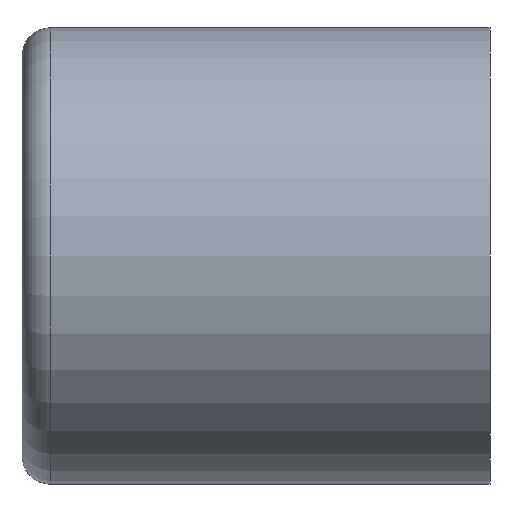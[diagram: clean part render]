
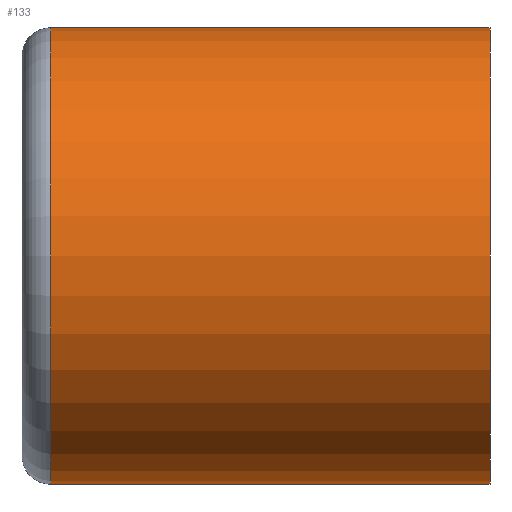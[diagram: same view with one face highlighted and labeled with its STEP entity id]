
A CAD part, left-side view. The second image highlights one B-rep face of the part: STEP entity #133.
In plain terms, the highlighted cylindrical face has radius 4.064 mm (diameter 8.128 mm), a partial arc.
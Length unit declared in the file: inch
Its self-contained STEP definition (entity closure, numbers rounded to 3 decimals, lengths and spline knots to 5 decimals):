
#31 = EDGE_CURVE ( 'NONE', #92, #107, #125, .T. ) ;
#70 = DIRECTION ( 'NONE',  ( 0., -1., 0. ) ) ;
#71 = VECTOR ( 'NONE', #70, 39.37008 ) ;
#72 = CARTESIAN_POINT ( 'NONE',  ( 0., 0.164, -0.16 ) ) ;
#92 = VERTEX_POINT ( 'NONE', #225 ) ;
#93 = VERTEX_POINT ( 'NONE', #224 ) ;
#105 = EDGE_CURVE ( 'NONE', #93, #106, #200, .T. ) ;
#106 = VERTEX_POINT ( 'NONE', #196 ) ;
#107 = VERTEX_POINT ( 'NONE', #267 ) ;
#108 = ORIENTED_EDGE ( 'NONE', *, *, #105, .F. ) ;
#109 = ORIENTED_EDGE ( 'NONE', *, *, #110, .T. ) ;
#110 = EDGE_CURVE ( 'NONE', #93, #92, #266, .T. ) ;
#125 = LINE ( 'NONE', #72, #71 ) ;
#131 = ORIENTED_EDGE ( 'NONE', *, *, #31, .T. ) ;
#133 = ADVANCED_FACE ( 'NONE', ( #261 ), #260, .T. ) ;
#136 = ORIENTED_EDGE ( 'NONE', *, *, #142, .T. ) ;
#139 = EDGE_LOOP ( 'NONE', ( #108, #109, #131, #136 ) ) ;
#142 = EDGE_CURVE ( 'NONE', #107, #106, #244, .T. ) ;
#196 = CARTESIAN_POINT ( 'NONE',  ( 0., -0.164, 0.16 ) ) ;
#197 = DIRECTION ( 'NONE',  ( 0., -1., 0. ) ) ;
#198 = VECTOR ( 'NONE', #197, 39.37008 ) ;
#199 = CARTESIAN_POINT ( 'NONE',  ( 0., 0.164, 0.16 ) ) ;
#200 = LINE ( 'NONE', #199, #198 ) ;
#224 = CARTESIAN_POINT ( 'NONE',  ( 0., 0.144, 0.16 ) ) ;
#225 = CARTESIAN_POINT ( 'NONE',  ( 0., 0.144, -0.16 ) ) ;
#240 = DIRECTION ( 'NONE',  ( 0., 0., 1. ) ) ;
#241 = DIRECTION ( 'NONE',  ( 0., 1., 0. ) ) ;
#242 = CARTESIAN_POINT ( 'NONE',  ( 0., -0.164, 0. ) ) ;
#243 = AXIS2_PLACEMENT_3D ( 'NONE', #242, #241, #240 ) ;
#244 = CIRCLE ( 'NONE', #243, 0.16 ) ;
#255 = DIRECTION ( 'NONE',  ( 0., 0., -1. ) ) ;
#256 = DIRECTION ( 'NONE',  ( 0., -1., 0. ) ) ;
#257 = CARTESIAN_POINT ( 'NONE',  ( 0., 0.164, 0. ) ) ;
#258 = AXIS2_PLACEMENT_3D ( 'NONE', #257, #256, #255 ) ;
#260 = CYLINDRICAL_SURFACE ( 'NONE', #258, 0.16 ) ;
#261 = FACE_OUTER_BOUND ( 'NONE', #139, .T. ) ;
#262 = DIRECTION ( 'NONE',  ( 0., 0., 1. ) ) ;
#263 = DIRECTION ( 'NONE',  ( 0., -1., 0. ) ) ;
#264 = CARTESIAN_POINT ( 'NONE',  ( 0., 0.144, 0. ) ) ;
#265 = AXIS2_PLACEMENT_3D ( 'NONE', #264, #263, #262 ) ;
#266 = CIRCLE ( 'NONE', #265, 0.16 ) ;
#267 = CARTESIAN_POINT ( 'NONE',  ( 0., -0.164, -0.16 ) ) ;
